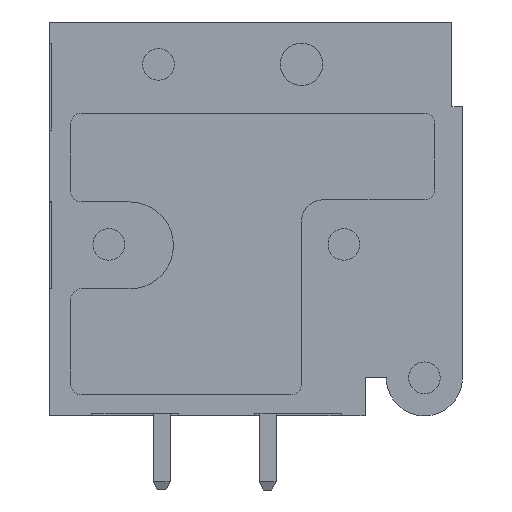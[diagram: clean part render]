
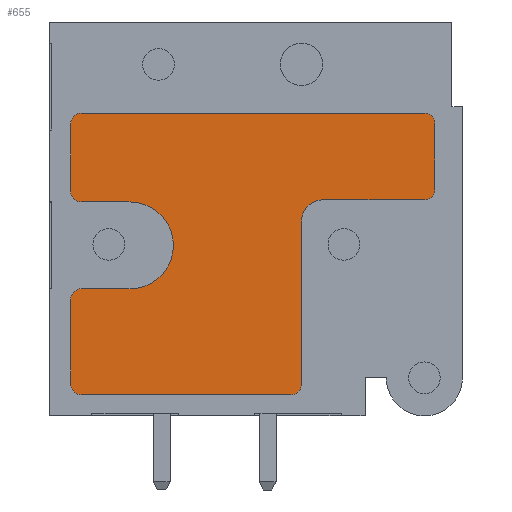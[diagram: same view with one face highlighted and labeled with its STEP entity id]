
A CAD part, left-side view. The second image highlights one B-rep face of the part: STEP entity #655.
In plain terms, the highlighted planar face has unit normal (-1, 0, 0).
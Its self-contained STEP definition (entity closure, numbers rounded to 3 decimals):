
#655 = ADVANCED_FACE( '', ( #1521 ), #1522, .F. );
#1521 = FACE_OUTER_BOUND( '', #2810, .T. );
#1522 = PLANE( '', #2811 );
#2810 = EDGE_LOOP( '', ( #4751, #4752, #4753, #4754, #4755, #4756, #4757, #4758, #4759, #4760, #4761, #4762, #4763, #4764, #4765, #4766, #4767, #4768 ) );
#2811 = AXIS2_PLACEMENT_3D( '', #4769, #4770, #4771 );
#4751 = ORIENTED_EDGE( '', *, *, #7721, .T. );
#4752 = ORIENTED_EDGE( '', *, *, #7610, .T. );
#4753 = ORIENTED_EDGE( '', *, *, #7722, .T. );
#4754 = ORIENTED_EDGE( '', *, *, #7723, .T. );
#4755 = ORIENTED_EDGE( '', *, *, #7724, .T. );
#4756 = ORIENTED_EDGE( '', *, *, #7376, .T. );
#4757 = ORIENTED_EDGE( '', *, *, #7358, .T. );
#4758 = ORIENTED_EDGE( '', *, *, #7725, .T. );
#4759 = ORIENTED_EDGE( '', *, *, #7726, .T. );
#4760 = ORIENTED_EDGE( '', *, *, #7638, .T. );
#4761 = ORIENTED_EDGE( '', *, *, #7727, .T. );
#4762 = ORIENTED_EDGE( '', *, *, #7728, .T. );
#4763 = ORIENTED_EDGE( '', *, *, #7729, .T. );
#4764 = ORIENTED_EDGE( '', *, *, #7730, .T. );
#4765 = ORIENTED_EDGE( '', *, *, #7731, .T. );
#4766 = ORIENTED_EDGE( '', *, *, #7732, .T. );
#4767 = ORIENTED_EDGE( '', *, *, #7353, .T. );
#4768 = ORIENTED_EDGE( '', *, *, #7733, .T. );
#4769 = CARTESIAN_POINT( '', ( -2.3, 5.7, -0.15 ) );
#4770 = DIRECTION( '', ( 1., 0., 0. ) );
#4771 = DIRECTION( '', ( 0., 0., -1. ) );
#7353 = EDGE_CURVE( '', #8650, #8648, #8651, .T. );
#7358 = EDGE_CURVE( '', #8659, #8657, #8660, .T. );
#7376 = EDGE_CURVE( '', #8688, #8659, #8689, .F. );
#7610 = EDGE_CURVE( '', #9110, #9111, #9112, .F. );
#7638 = EDGE_CURVE( '', #9153, #9154, #9155, .F. );
#7721 = EDGE_CURVE( '', #9291, #9110, #9292, .T. );
#7722 = EDGE_CURVE( '', #9111, #9293, #9294, .T. );
#7723 = EDGE_CURVE( '', #9293, #9295, #9296, .T. );
#7724 = EDGE_CURVE( '', #9295, #8688, #9297, .T. );
#7725 = EDGE_CURVE( '', #8657, #9298, #9299, .F. );
#7726 = EDGE_CURVE( '', #9298, #9153, #9300, .T. );
#7727 = EDGE_CURVE( '', #9154, #9301, #9302, .T. );
#7728 = EDGE_CURVE( '', #9301, #9303, #9304, .T. );
#7729 = EDGE_CURVE( '', #9303, #9305, #9306, .T. );
#7730 = EDGE_CURVE( '', #9305, #9307, #9308, .F. );
#7731 = EDGE_CURVE( '', #9307, #9309, #9310, .T. );
#7732 = EDGE_CURVE( '', #9309, #8650, #9311, .F. );
#7733 = EDGE_CURVE( '', #8648, #9291, #9312, .F. );
#8648 = VERTEX_POINT( '', #10601 );
#8650 = VERTEX_POINT( '', #10604 );
#8651 = LINE( '', #10605, #10606 );
#8657 = VERTEX_POINT( '', #10614 );
#8659 = VERTEX_POINT( '', #10617 );
#8660 = LINE( '', #10618, #10619 );
#8688 = VERTEX_POINT( '', #10655 );
#8689 = CIRCLE( '', #10656, 0.5 );
#9110 = VERTEX_POINT( '', #11329 );
#9111 = VERTEX_POINT( '', #11330 );
#9112 = CIRCLE( '', #11331, 0.5 );
#9153 = VERTEX_POINT( '', #11392 );
#9154 = VERTEX_POINT( '', #11393 );
#9155 = CIRCLE( '', #11394, 0.5 );
#9291 = VERTEX_POINT( '', #11586 );
#9292 = LINE( '', #11587, #11588 );
#9293 = VERTEX_POINT( '', #11589 );
#9294 = LINE( '', #11590, #11591 );
#9295 = VERTEX_POINT( '', #11592 );
#9296 = CIRCLE( '', #11593, 2.05 );
#9297 = LINE( '', #11594, #11595 );
#9298 = VERTEX_POINT( '', #11596 );
#9299 = CIRCLE( '', #11597, 0.5 );
#9300 = LINE( '', #11598, #11599 );
#9301 = VERTEX_POINT( '', #11600 );
#9302 = LINE( '', #11601, #11602 );
#9303 = VERTEX_POINT( '', #11603 );
#9304 = CIRCLE( '', #11604, 1. );
#9305 = VERTEX_POINT( '', #11605 );
#9306 = LINE( '', #11606, #11607 );
#9307 = VERTEX_POINT( '', #11608 );
#9308 = CIRCLE( '', #11609, 0.5 );
#9309 = VERTEX_POINT( '', #11610 );
#9310 = LINE( '', #11611, #11612 );
#9311 = CIRCLE( '', #11613, 0.5 );
#9312 = CIRCLE( '', #11614, 0.5 );
#10601 = CARTESIAN_POINT( '', ( -2.3, 8., 6.1 ) );
#10604 = CARTESIAN_POINT( '', ( -2.3, -8.2, 6.1 ) );
#10605 = CARTESIAN_POINT( '', ( -2.3, -8.7, 6.1 ) );
#10606 = VECTOR( '', #13384, 1000. );
#10614 = CARTESIAN_POINT( '', ( -2.3, 8.5, -6.7 ) );
#10617 = CARTESIAN_POINT( '', ( -2.3, 8.5, -2.7 ) );
#10618 = CARTESIAN_POINT( '', ( -2.3, 8.5, -2.2 ) );
#10619 = VECTOR( '', #13388, 1000. );
#10655 = CARTESIAN_POINT( '', ( -2.3, 8., -2.2 ) );
#10656 = AXIS2_PLACEMENT_3D( '', #13409, #13410, #13411 );
#11329 = CARTESIAN_POINT( '', ( -2.3, 8.5, 2.4 ) );
#11330 = CARTESIAN_POINT( '', ( -2.3, 8., 1.9 ) );
#11331 = AXIS2_PLACEMENT_3D( '', #13677, #13678, #13679 );
#11392 = CARTESIAN_POINT( '', ( -2.3, -1.9, -7.2 ) );
#11393 = CARTESIAN_POINT( '', ( -2.3, -2.4, -6.7 ) );
#11394 = AXIS2_PLACEMENT_3D( '', #13715, #13716, #13717 );
#11586 = CARTESIAN_POINT( '', ( -2.3, 8.5, 5.6 ) );
#11587 = CARTESIAN_POINT( '', ( -2.3, 8.5, 6.1 ) );
#11588 = VECTOR( '', #13813, 1000. );
#11589 = CARTESIAN_POINT( '', ( -2.3, 5.7, 1.9 ) );
#11590 = CARTESIAN_POINT( '', ( -2.3, 8.5, 1.9 ) );
#11591 = VECTOR( '', #13814, 1000. );
#11592 = CARTESIAN_POINT( '', ( -2.3, 5.7, -2.2 ) );
#11593 = AXIS2_PLACEMENT_3D( '', #13815, #13816, #13817 );
#11594 = CARTESIAN_POINT( '', ( -2.3, 8.5, -2.2 ) );
#11595 = VECTOR( '', #13818, 1000. );
#11596 = CARTESIAN_POINT( '', ( -2.3, 8., -7.2 ) );
#11597 = AXIS2_PLACEMENT_3D( '', #13819, #13820, #13821 );
#11598 = CARTESIAN_POINT( '', ( -2.3, 8.5, -7.2 ) );
#11599 = VECTOR( '', #13822, 1000. );
#11600 = CARTESIAN_POINT( '', ( -2.3, -2.4, 1. ) );
#11601 = CARTESIAN_POINT( '', ( -2.3, -2.4, -7.2 ) );
#11602 = VECTOR( '', #13823, 1000. );
#11603 = CARTESIAN_POINT( '', ( -2.3, -3.4, 2. ) );
#11604 = AXIS2_PLACEMENT_3D( '', #13824, #13825, #13826 );
#11605 = CARTESIAN_POINT( '', ( -2.3, -8.2, 2. ) );
#11606 = CARTESIAN_POINT( '', ( -2.3, -2.4, 2. ) );
#11607 = VECTOR( '', #13827, 1000. );
#11608 = CARTESIAN_POINT( '', ( -2.3, -8.7, 2.5 ) );
#11609 = AXIS2_PLACEMENT_3D( '', #13828, #13829, #13830 );
#11610 = CARTESIAN_POINT( '', ( -2.3, -8.7, 5.6 ) );
#11611 = CARTESIAN_POINT( '', ( -2.3, -8.7, 2. ) );
#11612 = VECTOR( '', #13831, 1000. );
#11613 = AXIS2_PLACEMENT_3D( '', #13832, #13833, #13834 );
#11614 = AXIS2_PLACEMENT_3D( '', #13835, #13836, #13837 );
#13384 = DIRECTION( '', ( 0., 1., 0. ) );
#13388 = DIRECTION( '', ( 0., 0., -1. ) );
#13409 = CARTESIAN_POINT( '', ( -2.3, 8., -2.7 ) );
#13410 = DIRECTION( '', ( 1., 0., 0. ) );
#13411 = DIRECTION( '', ( 0., 0., -1. ) );
#13677 = CARTESIAN_POINT( '', ( -2.3, 8., 2.4 ) );
#13678 = DIRECTION( '', ( 1., 0., 0. ) );
#13679 = DIRECTION( '', ( 0., 0., -1. ) );
#13715 = CARTESIAN_POINT( '', ( -2.3, -1.9, -6.7 ) );
#13716 = DIRECTION( '', ( 1., 0., 0. ) );
#13717 = DIRECTION( '', ( 0., 0., -1. ) );
#13813 = DIRECTION( '', ( 0., 0., -1. ) );
#13814 = DIRECTION( '', ( 0., -1., 0. ) );
#13815 = CARTESIAN_POINT( '', ( -2.3, 5.7, -0.15 ) );
#13816 = DIRECTION( '', ( 1., 0., 0. ) );
#13817 = DIRECTION( '', ( 0., 1., 0. ) );
#13818 = DIRECTION( '', ( 0., 1., 0. ) );
#13819 = CARTESIAN_POINT( '', ( -2.3, 8., -6.7 ) );
#13820 = DIRECTION( '', ( 1., 0., 0. ) );
#13821 = DIRECTION( '', ( 0., 0., -1. ) );
#13822 = DIRECTION( '', ( 0., -1., 0. ) );
#13823 = DIRECTION( '', ( 0., 0., 1. ) );
#13824 = CARTESIAN_POINT( '', ( -2.3, -3.4, 1. ) );
#13825 = DIRECTION( '', ( 1., 0., 0. ) );
#13826 = DIRECTION( '', ( 0., 0., -1. ) );
#13827 = DIRECTION( '', ( 0., -1., 0. ) );
#13828 = CARTESIAN_POINT( '', ( -2.3, -8.2, 2.5 ) );
#13829 = DIRECTION( '', ( 1., 0., 0. ) );
#13830 = DIRECTION( '', ( 0., 0., -1. ) );
#13831 = DIRECTION( '', ( 0., 0., 1. ) );
#13832 = CARTESIAN_POINT( '', ( -2.3, -8.2, 5.6 ) );
#13833 = DIRECTION( '', ( 1., 0., 0. ) );
#13834 = DIRECTION( '', ( 0., 0., -1. ) );
#13835 = CARTESIAN_POINT( '', ( -2.3, 8., 5.6 ) );
#13836 = DIRECTION( '', ( 1., 0., 0. ) );
#13837 = DIRECTION( '', ( 0., 0., -1. ) );
